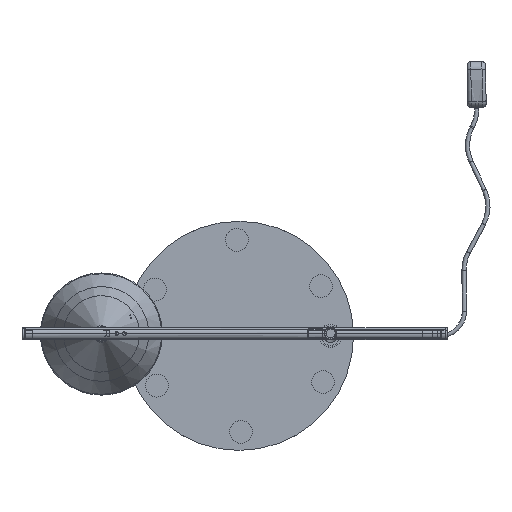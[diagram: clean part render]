
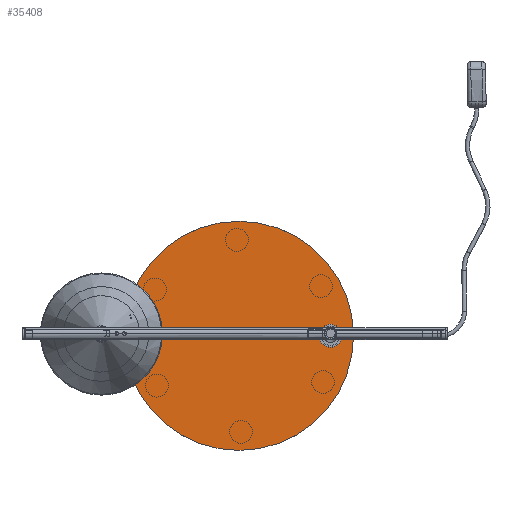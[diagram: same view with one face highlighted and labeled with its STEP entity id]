
A CAD part, top view. The second image highlights one B-rep face of the part: STEP entity #35408.
In plain terms, the highlighted face is planar.
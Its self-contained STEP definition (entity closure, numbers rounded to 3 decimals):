
#1028 = VERTEX_POINT ( 'NONE', #27717 ) ;
#1283 = EDGE_CURVE ( 'NONE', #39992, #31043, #32703, .T. ) ;
#3784 = DIRECTION ( 'NONE',  ( 1., 0., 0. ) ) ;
#3809 = FACE_BOUND ( 'NONE', #6857, .T. ) ;
#3827 = VECTOR ( 'NONE', #4343, 1000. ) ;
#4343 = DIRECTION ( 'NONE',  ( 0., -1., 0. ) ) ;
#4793 = EDGE_LOOP ( 'NONE', ( #34512, #22195 ) ) ;
#5067 = DIRECTION ( 'NONE',  ( 0., 0., 1. ) ) ;
#5099 = CIRCLE ( 'NONE', #30419, 6.6 ) ;
#5273 = ORIENTED_EDGE ( 'NONE', *, *, #22910, .T. ) ;
#6550 = DIRECTION ( 'NONE',  ( 0., 0., 1. ) ) ;
#6857 = EDGE_LOOP ( 'NONE', ( #5273, #24480, #11306, #27463 ) ) ;
#7741 = CARTESIAN_POINT ( 'NONE',  ( 0., 120., 0. ) ) ;
#8530 = DIRECTION ( 'NONE',  ( 0., 0., 1. ) ) ;
#9181 = CARTESIAN_POINT ( 'NONE',  ( 0., 0., 0. ) ) ;
#9492 = EDGE_CURVE ( 'NONE', #17398, #1028, #5099, .T. ) ;
#10836 = DIRECTION ( 'NONE',  ( 1., 0., 0. ) ) ;
#11306 = ORIENTED_EDGE ( 'NONE', *, *, #15922, .T. ) ;
#11974 = CARTESIAN_POINT ( 'NONE',  ( -5.1, 124.189, 0. ) ) ;
#14851 = CARTESIAN_POINT ( 'NONE',  ( -5.1, 115.811, 0. ) ) ;
#15173 = CARTESIAN_POINT ( 'NONE',  ( 150., 0., 0. ) ) ;
#15922 = EDGE_CURVE ( 'NONE', #31043, #17398, #33234, .T. ) ;
#16934 = CARTESIAN_POINT ( 'NONE',  ( 0., 120., 0. ) ) ;
#17398 = VERTEX_POINT ( 'NONE', #14851 ) ;
#17552 = DIRECTION ( 'NONE',  ( 1., 0., 0. ) ) ;
#19379 = AXIS2_PLACEMENT_3D ( 'NONE', #35991, #8530, #17552 ) ;
#19560 = CARTESIAN_POINT ( 'NONE',  ( -5.1, 115.811, 0. ) ) ;
#20493 = AXIS2_PLACEMENT_3D ( 'NONE', #37283, #6550, #28157 ) ;
#22109 = CIRCLE ( 'NONE', #19379, 150. ) ;
#22195 = ORIENTED_EDGE ( 'NONE', *, *, #29566, .F. ) ;
#22482 = CARTESIAN_POINT ( 'NONE',  ( 5.1, 124.189, 0. ) ) ;
#22910 = EDGE_CURVE ( 'NONE', #1028, #39992, #24199, .T. ) ;
#23242 = DIRECTION ( 'NONE',  ( 0., 0., 1. ) ) ;
#23698 = VECTOR ( 'NONE', #36816, 1000. ) ;
#24199 = LINE ( 'NONE', #33851, #23698 ) ;
#24480 = ORIENTED_EDGE ( 'NONE', *, *, #1283, .T. ) ;
#24995 = VERTEX_POINT ( 'NONE', #27597 ) ;
#26876 = AXIS2_PLACEMENT_3D ( 'NONE', #9181, #30749, #3784 ) ;
#27463 = ORIENTED_EDGE ( 'NONE', *, *, #9492, .T. ) ;
#27597 = CARTESIAN_POINT ( 'NONE',  ( -150., 0., 0. ) ) ;
#27717 = CARTESIAN_POINT ( 'NONE',  ( 5.1, 115.811, 0. ) ) ;
#27874 = PLANE ( 'NONE',  #20493 ) ;
#28142 = EDGE_CURVE ( 'NONE', #24995, #31600, #22109, .T. ) ;
#28157 = DIRECTION ( 'NONE',  ( 1., 0., 0. ) ) ;
#29566 = EDGE_CURVE ( 'NONE', #31600, #24995, #37934, .T. ) ;
#30419 = AXIS2_PLACEMENT_3D ( 'NONE', #7741, #23242, #10836 ) ;
#30749 = DIRECTION ( 'NONE',  ( 0., 0., 1. ) ) ;
#31043 = VERTEX_POINT ( 'NONE', #11974 ) ;
#31600 = VERTEX_POINT ( 'NONE', #15173 ) ;
#32299 = DIRECTION ( 'NONE',  ( 1., 0., 0. ) ) ;
#32703 = CIRCLE ( 'NONE', #35316, 6.6 ) ;
#33234 = LINE ( 'NONE', #19560, #3827 ) ;
#33851 = CARTESIAN_POINT ( 'NONE',  ( 5.1, 124.189, 0. ) ) ;
#34512 = ORIENTED_EDGE ( 'NONE', *, *, #28142, .F. ) ;
#35316 = AXIS2_PLACEMENT_3D ( 'NONE', #16934, #5067, #32299 ) ;
#35408 = ADVANCED_FACE ( 'NONE', ( #3809, #35599 ), #27874, .F. ) ;
#35599 = FACE_OUTER_BOUND ( 'NONE', #4793, .T. ) ;
#35991 = CARTESIAN_POINT ( 'NONE',  ( 0., 0., 0. ) ) ;
#36816 = DIRECTION ( 'NONE',  ( 0., 1., 0. ) ) ;
#37283 = CARTESIAN_POINT ( 'NONE',  ( 0., 0., 0. ) ) ;
#37934 = CIRCLE ( 'NONE', #26876, 150. ) ;
#39992 = VERTEX_POINT ( 'NONE', #22482 ) ;
